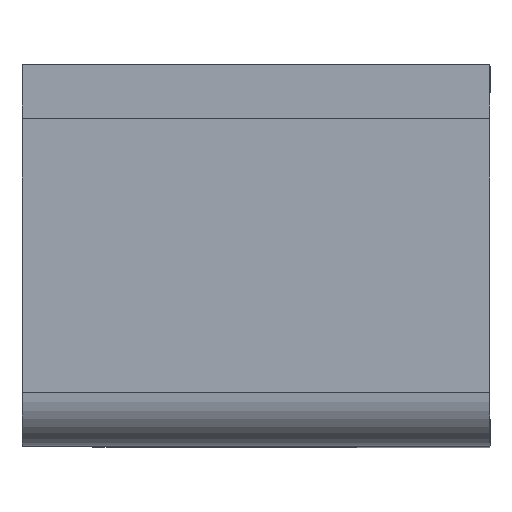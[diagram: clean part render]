
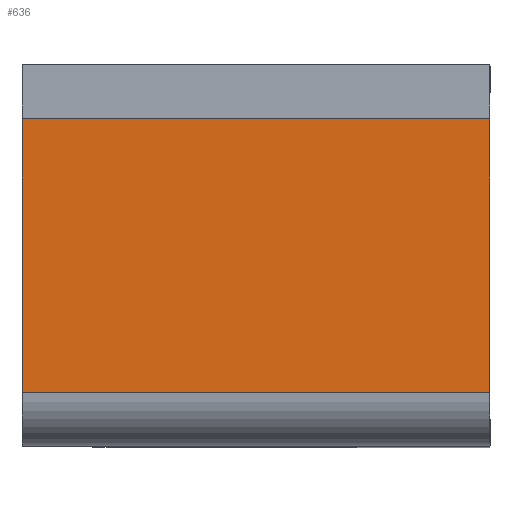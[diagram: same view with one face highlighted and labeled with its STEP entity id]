
A CAD part, top view. The second image highlights one B-rep face of the part: STEP entity #636.
In plain terms, the highlighted free-form (B-spline) face has degree [1, 1] with [2, 2] control points.
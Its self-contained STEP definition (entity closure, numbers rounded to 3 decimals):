
#301=CARTESIAN_POINT('',(-10.,2.3,14.3));
#302=VERTEX_POINT('',#301);
#318=CARTESIAN_POINT('',(-10.,14.0,14.3));
#319=VERTEX_POINT('',#318);
#320=CARTESIAN_POINT('',(-10.,14.0,14.3));
#321=CARTESIAN_POINT('',(-10.,2.3,14.3));
#322=QUASI_UNIFORM_CURVE('',1,(#320,#321),.UNSPECIFIED.,.F.,.U.);
#323=EDGE_CURVE('',#319,#302,#322,.T.);
#385=CARTESIAN_POINT('',(10.0,14.0,14.3));
#386=VERTEX_POINT('',#385);
#392=CARTESIAN_POINT('',(10.0,2.3,14.3));
#393=VERTEX_POINT('',#392);
#394=CARTESIAN_POINT('',(10.0,14.0,14.3));
#395=CARTESIAN_POINT('',(10.0,2.3,14.3));
#396=QUASI_UNIFORM_CURVE('',1,(#394,#395),.UNSPECIFIED.,.F.,.U.);
#397=EDGE_CURVE('',#386,#393,#396,.T.);
#613=CARTESIAN_POINT('',(10.0,2.3,14.3));
#614=CARTESIAN_POINT('',(-10.,2.3,14.3));
#615=QUASI_UNIFORM_CURVE('',1,(#613,#614),.UNSPECIFIED.,.F.,.U.);
#616=EDGE_CURVE('',#393,#302,#615,.T.);
#621=CARTESIAN_POINT('',(10.999,1.716,14.3));
#622=CARTESIAN_POINT('',(-10.999,1.716,14.3));
#623=CARTESIAN_POINT('',(10.999,14.584,14.3));
#624=CARTESIAN_POINT('',(-10.999,14.584,14.3));
#625=B_SPLINE_SURFACE_WITH_KNOTS('',1,1,((#621,#623),(#622,#624)),.UNSPECIFIED.,.F.,.F.,.U.,(2,2),(2,2),(0.0,21.998),(0.0,12.869),.UNSPECIFIED.);
#626=ORIENTED_EDGE('',*,*,#323,.T.);
#627=ORIENTED_EDGE('',*,*,#616,.F.);
#628=ORIENTED_EDGE('',*,*,#397,.F.);
#629=CARTESIAN_POINT('',(10.0,14.0,14.3));
#630=CARTESIAN_POINT('',(-10.,14.0,14.3));
#631=QUASI_UNIFORM_CURVE('',1,(#629,#630),.UNSPECIFIED.,.F.,.U.);
#632=EDGE_CURVE('',#386,#319,#631,.T.);
#633=ORIENTED_EDGE('',*,*,#632,.T.);
#634=EDGE_LOOP('',(#626,#627,#628,#633));
#635=FACE_OUTER_BOUND('',#634,.T.);
#636=ADVANCED_FACE('',(#635),#625,.F.);
